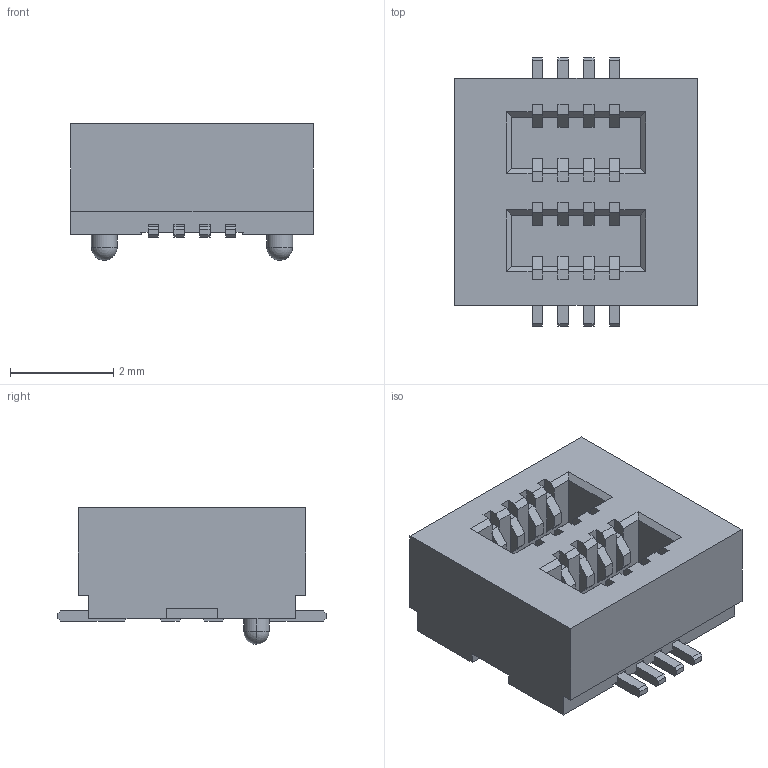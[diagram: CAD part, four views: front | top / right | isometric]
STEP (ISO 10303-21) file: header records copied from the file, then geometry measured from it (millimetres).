
FILE_DESCRIPTION (( 'STEP AP214' ), '1' );
FILE_NAME ('FBB05002-F08S1003K6MH22-REF.STEP', '2025-12-17T09:05:37', ( '' ), ( '' ), 'SwSTEP 2.0', 'SolidWorks 2021', '' );
FILE_SCHEMA (( 'AUTOMOTIVE_DESIGN' ));
Length unit declared in the file: millimetre
Products named in the file (1): FBB05002-F08S1003K6MH22-REF
Bounding box: 4.7 x 5.2 x 2.65 mm (x, y, z)
Volume: 34.1 mm3; surface area: 120.9 mm2
Topology: 1 solids, 1 shells, 376 faces, 1020 edges, 654 vertices
Faces by surface type: plane 368, cylinder 4, sphere 4
Entity records: 11470 total; most frequent: CARTESIAN_POINT 2039, ORIENTED_EDGE 2024, DIRECTION 1778, EDGE_CURVE 1012, LINE 1000, VECTOR 1000, VERTEX_POINT 650, AXIS2_PLACEMENT_3D 389
